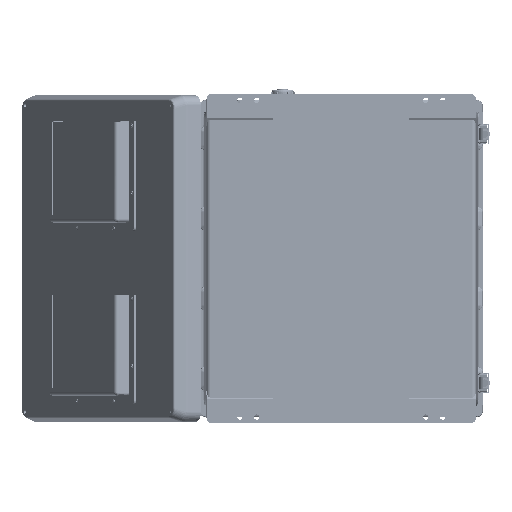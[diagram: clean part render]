
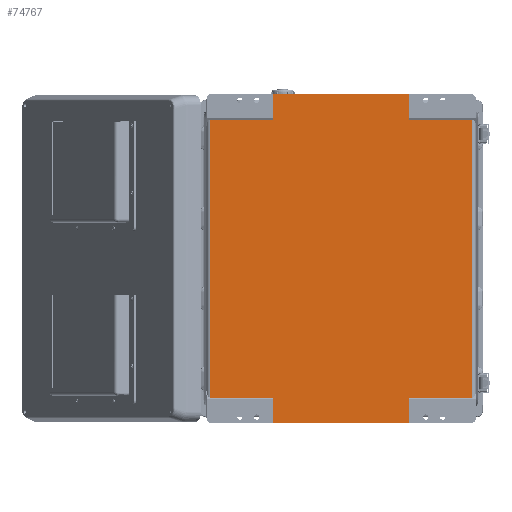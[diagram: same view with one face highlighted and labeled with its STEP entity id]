
A CAD part, front view. The second image highlights one B-rep face of the part: STEP entity #74767.
In plain terms, the highlighted planar face has unit normal (0, -1, 0).
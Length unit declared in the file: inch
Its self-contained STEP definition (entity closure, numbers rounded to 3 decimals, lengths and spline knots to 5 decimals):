
#5616 = VECTOR ( 'NONE', #112303, 39.37008 ) ;
#8118 = LINE ( 'NONE', #126698, #5616 ) ;
#9373 = EDGE_CURVE ( 'NONE', #30881, #211534, #100069, .T. ) ;
#9837 = ORIENTED_EDGE ( 'NONE', *, *, #55288, .F. ) ;
#12735 = CARTESIAN_POINT ( 'NONE',  ( 8.11811, 0.05906, -1.51961 ) ) ;
#17788 = EDGE_CURVE ( 'NONE', #94211, #116997, #176922, .T. ) ;
#18128 = DIRECTION ( 'NONE',  ( 0., 0., 1. ) ) ;
#23080 = VERTEX_POINT ( 'NONE', #63293 ) ;
#28169 = CARTESIAN_POINT ( 'NONE',  ( 8.11811, 0.05906, -1.51961 ) ) ;
#28532 = EDGE_CURVE ( 'NONE', #57777, #197729, #187109, .T. ) ;
#29076 = ORIENTED_EDGE ( 'NONE', *, *, #78887, .T. ) ;
#29828 = DIRECTION ( 'NONE',  ( 1., 0., 0. ) ) ;
#30881 = VERTEX_POINT ( 'NONE', #68633 ) ;
#31485 = EDGE_CURVE ( 'NONE', #118332, #211534, #49107, .T. ) ;
#39343 = CARTESIAN_POINT ( 'NONE',  ( 8.11811, 0.05906, 0. ) ) ;
#41228 = DIRECTION ( 'NONE',  ( -1., 0., 0. ) ) ;
#42448 = CARTESIAN_POINT ( 'NONE',  ( 4.03163, 0.05906, -17.96858 ) ) ;
#42549 = LINE ( 'NONE', #107460, #93795 ) ;
#42712 = CARTESIAN_POINT ( 'NONE',  ( -4.03163, 0.05906, 0.85787 ) ) ;
#49107 = LINE ( 'NONE', #81305, #187913 ) ;
#51010 = CARTESIAN_POINT ( 'NONE',  ( -4.03163, 0.05906, -19.48819 ) ) ;
#51780 = FACE_OUTER_BOUND ( 'NONE', #78896, .T. ) ;
#52662 = ORIENTED_EDGE ( 'NONE', *, *, #104519, .T. ) ;
#55288 = EDGE_CURVE ( 'NONE', #78517, #98254, #8118, .T. ) ;
#55320 = EDGE_CURVE ( 'NONE', #98254, #57777, #149393, .T. ) ;
#57023 = CARTESIAN_POINT ( 'NONE',  ( 8.11811, 0.05906, -17.96858 ) ) ;
#57777 = VERTEX_POINT ( 'NONE', #195734 ) ;
#59587 = DIRECTION ( 'NONE',  ( 0., 0., 1. ) ) ;
#61541 = PLANE ( 'NONE',  #63550 ) ;
#63293 = CARTESIAN_POINT ( 'NONE',  ( 7.73754, 0.05906, -17.96858 ) ) ;
#63550 = AXIS2_PLACEMENT_3D ( 'NONE', #12735, #162782, #115283 ) ;
#68359 = CARTESIAN_POINT ( 'NONE',  ( 7.73754, 0.05906, -1.51961 ) ) ;
#68633 = CARTESIAN_POINT ( 'NONE',  ( -4.03163, 0.05906, -17.96858 ) ) ;
#70781 = EDGE_CURVE ( 'NONE', #166315, #94211, #95482, .T. ) ;
#73544 = LINE ( 'NONE', #57023, #168489 ) ;
#74767 = ADVANCED_FACE ( 'NONE', ( #51780 ), #61541, .F. ) ;
#78517 = VERTEX_POINT ( 'NONE', #156102 ) ;
#78887 = EDGE_CURVE ( 'NONE', #23080, #166315, #131035, .T. ) ;
#78896 = EDGE_LOOP ( 'NONE', ( #9837, #52662, #211483, #172971, #137448, #172553, #29076, #153035, #138338, #86820, #97738, #179295 ) ) ;
#80863 = DIRECTION ( 'NONE',  ( 1., 0., 0. ) ) ;
#81305 = CARTESIAN_POINT ( 'NONE',  ( 8.11811, 0.05906, -19.48819 ) ) ;
#81985 = CARTESIAN_POINT ( 'NONE',  ( 4.03163, 0.05906, -19.48819 ) ) ;
#83669 = LINE ( 'NONE', #179294, #122170 ) ;
#86820 = ORIENTED_EDGE ( 'NONE', *, *, #104067, .T. ) ;
#89476 = CARTESIAN_POINT ( 'NONE',  ( 4.03163, 0.05906, -1.51961 ) ) ;
#92237 = VERTEX_POINT ( 'NONE', #42448 ) ;
#93795 = VECTOR ( 'NONE', #207513, 39.37008 ) ;
#94211 = VERTEX_POINT ( 'NONE', #89476 ) ;
#95482 = LINE ( 'NONE', #28169, #183000 ) ;
#97738 = ORIENTED_EDGE ( 'NONE', *, *, #28532, .F. ) ;
#98254 = VERTEX_POINT ( 'NONE', #162108 ) ;
#100069 = LINE ( 'NONE', #157686, #130962 ) ;
#104067 = EDGE_CURVE ( 'NONE', #116997, #197729, #155757, .T. ) ;
#104519 = EDGE_CURVE ( 'NONE', #78517, #30881, #83669, .T. ) ;
#104572 = DIRECTION ( 'NONE',  ( -1., 0., 0. ) ) ;
#107460 = CARTESIAN_POINT ( 'NONE',  ( 4.03163, 0.05906, -20.34606 ) ) ;
#107575 = CARTESIAN_POINT ( 'NONE',  ( 4.03163, 0.05906, 0.85787 ) ) ;
#110369 = EDGE_CURVE ( 'NONE', #92237, #118332, #42549, .T. ) ;
#112303 = DIRECTION ( 'NONE',  ( 0., 0., 1. ) ) ;
#114283 = DIRECTION ( 'NONE',  ( -1., 0., 0. ) ) ;
#115213 = VECTOR ( 'NONE', #59587, 39.37008 ) ;
#115283 = DIRECTION ( 'NONE',  ( 0., 0., 1. ) ) ;
#116997 = VERTEX_POINT ( 'NONE', #178784 ) ;
#118332 = VERTEX_POINT ( 'NONE', #81985 ) ;
#119873 = VECTOR ( 'NONE', #104572, 39.37008 ) ;
#121741 = DIRECTION ( 'NONE',  ( 0., 0., 1. ) ) ;
#122170 = VECTOR ( 'NONE', #80863, 39.37008 ) ;
#123433 = VECTOR ( 'NONE', #18128, 39.37008 ) ;
#126698 = CARTESIAN_POINT ( 'NONE',  ( -7.73754, 0.05906, -1.51961 ) ) ;
#130962 = VECTOR ( 'NONE', #139043, 39.37008 ) ;
#131035 = LINE ( 'NONE', #68359, #123433 ) ;
#137448 = ORIENTED_EDGE ( 'NONE', *, *, #110369, .F. ) ;
#138338 = ORIENTED_EDGE ( 'NONE', *, *, #17788, .T. ) ;
#139043 = DIRECTION ( 'NONE',  ( 0., 0., -1. ) ) ;
#139588 = CARTESIAN_POINT ( 'NONE',  ( -4.03163, 0.05906, 0. ) ) ;
#146590 = DIRECTION ( 'NONE',  ( -1., 0., 0. ) ) ;
#149393 = LINE ( 'NONE', #210187, #182878 ) ;
#153035 = ORIENTED_EDGE ( 'NONE', *, *, #70781, .T. ) ;
#153599 = VECTOR ( 'NONE', #121741, 39.37008 ) ;
#155757 = LINE ( 'NONE', #39343, #119873 ) ;
#156102 = CARTESIAN_POINT ( 'NONE',  ( -7.73754, 0.05906, -17.96858 ) ) ;
#157686 = CARTESIAN_POINT ( 'NONE',  ( -4.03163, 0.05906, -20.34606 ) ) ;
#162108 = CARTESIAN_POINT ( 'NONE',  ( -7.73754, 0.05906, -1.51961 ) ) ;
#162782 = DIRECTION ( 'NONE',  ( 0., 1., 0. ) ) ;
#166315 = VERTEX_POINT ( 'NONE', #206653 ) ;
#168489 = VECTOR ( 'NONE', #41228, 39.37008 ) ;
#172553 = ORIENTED_EDGE ( 'NONE', *, *, #176143, .F. ) ;
#172971 = ORIENTED_EDGE ( 'NONE', *, *, #31485, .F. ) ;
#176143 = EDGE_CURVE ( 'NONE', #23080, #92237, #73544, .T. ) ;
#176922 = LINE ( 'NONE', #107575, #115213 ) ;
#178784 = CARTESIAN_POINT ( 'NONE',  ( 4.03163, 0.05906, 0. ) ) ;
#179294 = CARTESIAN_POINT ( 'NONE',  ( -8.11811, 0.05906, -17.96858 ) ) ;
#179295 = ORIENTED_EDGE ( 'NONE', *, *, #55320, .F. ) ;
#182878 = VECTOR ( 'NONE', #29828, 39.37008 ) ;
#183000 = VECTOR ( 'NONE', #146590, 39.37008 ) ;
#187109 = LINE ( 'NONE', #42712, #153599 ) ;
#187913 = VECTOR ( 'NONE', #114283, 39.37008 ) ;
#195734 = CARTESIAN_POINT ( 'NONE',  ( -4.03163, 0.05906, -1.51961 ) ) ;
#197729 = VERTEX_POINT ( 'NONE', #139588 ) ;
#206653 = CARTESIAN_POINT ( 'NONE',  ( 7.73754, 0.05906, -1.51961 ) ) ;
#207513 = DIRECTION ( 'NONE',  ( 0., 0., -1. ) ) ;
#210187 = CARTESIAN_POINT ( 'NONE',  ( -8.11811, 0.05906, -1.51961 ) ) ;
#211483 = ORIENTED_EDGE ( 'NONE', *, *, #9373, .T. ) ;
#211534 = VERTEX_POINT ( 'NONE', #51010 ) ;
